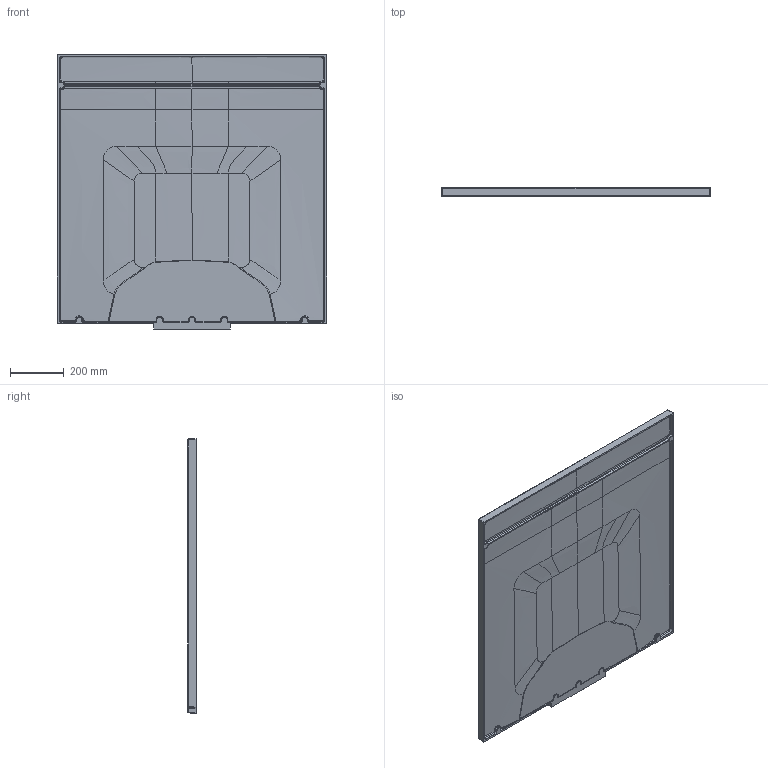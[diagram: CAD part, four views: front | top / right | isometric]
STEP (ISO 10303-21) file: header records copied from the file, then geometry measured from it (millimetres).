
FILE_DESCRIPTION((''),'2;1');
FILE_NAME('V3P2112-002','2022-04-01T11:15:33',('hegemanc'),('Villeroy & Boch Wellness bv'),'CREO PARAMETRIC BY PTC INC, 2020454','CREO PARAMETRIC BY PTC INC, 2020454','');
FILE_SCHEMA(('CONFIG_CONTROL_DESIGN'));
Length unit declared in the file: millimetre
Products named in the file (1): V3P2112-002
Bounding box: 1000 x 30.04 x 1020 mm (x, y, z)
Volume: 16553194.7 mm3; surface area: 2169629.3 mm2
Topology: 1 solids, 1 shells, 290 faces, 663 edges, 377 vertices
Faces by surface type: bspline 186, cylinder 43, plane 27, sphere 16, torus 12, cone 6
Entity records: 19296 total; most frequent: CARTESIAN_POINT 14070, ORIENTED_EDGE 1326, DIRECTION 717, EDGE_CURVE 663, VERTEX_POINT 377, B_SPLINE_CURVE_WITH_KNOTS 359, AXIS2_PLACEMENT_3D 309, EDGE_LOOP 292
